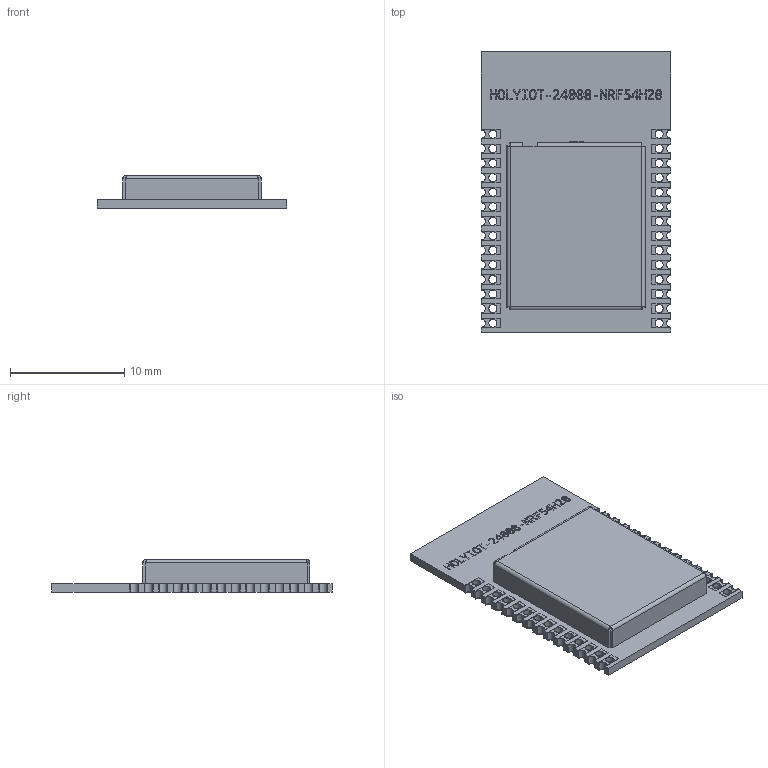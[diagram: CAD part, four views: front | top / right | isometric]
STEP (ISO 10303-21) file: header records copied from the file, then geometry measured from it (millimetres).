
FILE_DESCRIPTION(('FreeCAD Model'),'2;1');
FILE_NAME('Open CASCADE Shape Model','2025-12-03T22:18:24',(''),(''), 'Open CASCADE STEP processor 7.7','FreeCAD','Unknown');
FILE_SCHEMA(('AUTOMOTIVE_DESIGN { 1 0 10303 214 1 1 1 1 }'));
Length unit declared in the file: millimetre
Products named in the file (17): Part; Shield; Board; PartNumberText; ShieldPad; PadArray1; Pad1; PadArray2; Pad71; PadArray3; PadBottomW2; PadArray4; PadBottomN1; PadArray5; PadBottomN2; PadArray6; PadBottomW1
Assembly tree (94 placements, depth 3):
  Part
    Shield
    Board
    PartNumberText
    ShieldPad
    PadArray1
      Pad1  x14
    PadArray2
      Pad71  x14
    PadArray3
      PadBottomW2  x14
    PadArray4
      PadBottomN1  x14
    PadArray5
      PadBottomN2  x14
    PadArray6
      PadBottomW1  x14
Bounding box: 16.51 x 24.5 x 2.88 mm (x, y, z)
Volume: 348.3 mm3; surface area: 1836.2 mm2
Topology: 112 solids, 112 shells, 1440 faces, 3641 edges, 2422 vertices
Faces by surface type: plane 932, extrusion 324, cylinder 184
Full cylindrical faces by diameter (mm): 0.7 x28, 0.77 x56
Entity records: 24058 total; most frequent: CARTESIAN_POINT 5958, ORIENTED_EDGE 3856, DIRECTION 2751, EDGE_CURVE 1925, VECTOR 1409, VERTEX_POINT 1278, LINE 1085, B_SPLINE_CURVE_WITH_KNOTS 976
